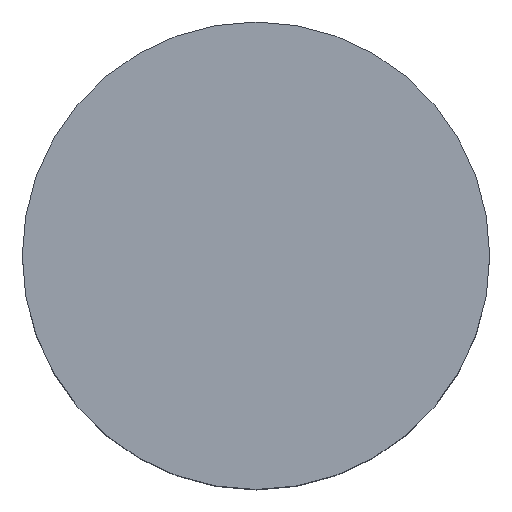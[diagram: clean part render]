
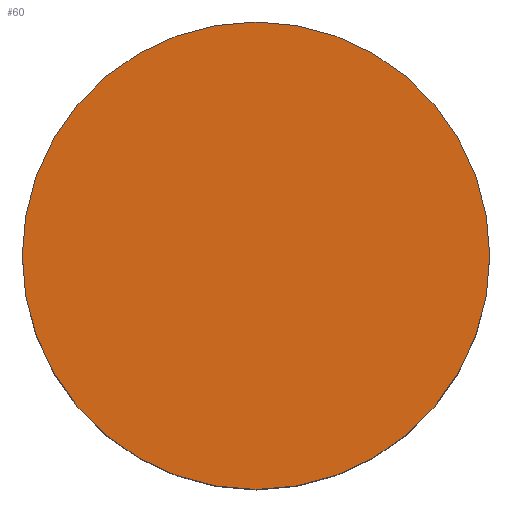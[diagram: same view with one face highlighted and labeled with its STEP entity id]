
A CAD part, top view. The second image highlights one B-rep face of the part: STEP entity #60.
In plain terms, the highlighted planar face has unit normal (0, 0, 1).
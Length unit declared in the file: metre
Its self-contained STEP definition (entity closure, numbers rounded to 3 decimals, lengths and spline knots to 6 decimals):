
#16=PLANE('',#82);
#24=ORIENTED_EDGE('',*,*,#26,.T.);
#26=EDGE_CURVE('',#30,#30,#35,.T.);
#30=VERTEX_POINT('',#108);
#35=CIRCLE('',#76,0.0038);
#45=EDGE_LOOP('',(#24));
#54=FACE_BOUND('',#45,.T.);
#60=ADVANCED_FACE('',(#54),#16,.T.);
#76=AXIS2_PLACEMENT_3D('',#107,#89,#90);
#82=AXIS2_PLACEMENT_3D('',#117,#101,#102);
#89=DIRECTION('',(0.,0.,1.));
#90=DIRECTION('',(1.,0.,0.));
#101=DIRECTION('',(0.,0.,1.));
#102=DIRECTION('',(1.,0.,0.));
#107=CARTESIAN_POINT('',(0.193542,-0.111775,-0.0047));
#108=CARTESIAN_POINT('',(0.197342,-0.111775,-0.0047));
#117=CARTESIAN_POINT('',(0.191642,-0.111775,-0.0047));
